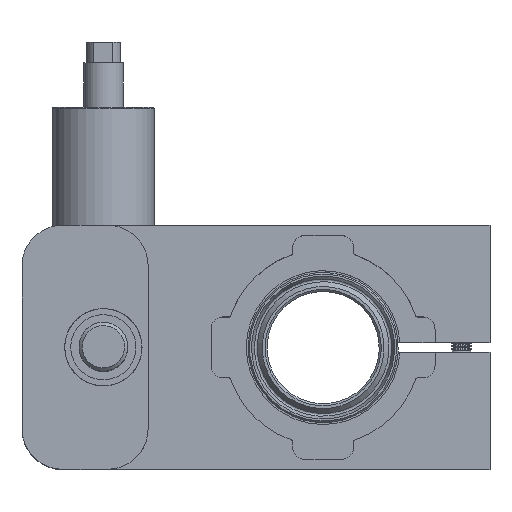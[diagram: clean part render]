
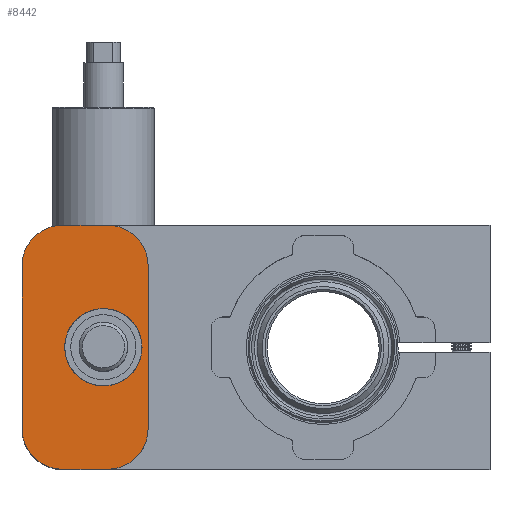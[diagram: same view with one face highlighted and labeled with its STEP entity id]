
A CAD part, top view. The second image highlights one B-rep face of the part: STEP entity #8442.
In plain terms, the highlighted planar face has unit normal (0, 0, 1).
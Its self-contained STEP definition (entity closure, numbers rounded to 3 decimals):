
#71 = DIRECTION ( 'NONE',  ( 0., 0., 1. ) ) ;
#123 = DIRECTION ( 'NONE',  ( -1., 0., 0. ) ) ;
#158 = ORIENTED_EDGE ( 'NONE', *, *, #5221, .F. ) ;
#179 = CARTESIAN_POINT ( 'NONE',  ( 20., 30., 55. ) ) ;
#218 = PLANE ( 'NONE',  #8375 ) ;
#674 = VERTEX_POINT ( 'NONE', #6621 ) ;
#939 = DIRECTION ( 'NONE',  ( 0., 0., 1. ) ) ;
#1199 = DIRECTION ( 'NONE',  ( -1., 0., 0. ) ) ;
#1275 = DIRECTION ( 'NONE',  ( 0., -1., 0. ) ) ;
#1389 = LINE ( 'NONE', #7624, #6086 ) ;
#1392 = ORIENTED_EDGE ( 'NONE', *, *, #8616, .T. ) ;
#1457 = VERTEX_POINT ( 'NONE', #4922 ) ;
#1516 = DIRECTION ( 'NONE',  ( 0., 0., 1. ) ) ;
#1658 = VERTEX_POINT ( 'NONE', #6040 ) ;
#1821 = CARTESIAN_POINT ( 'NONE',  ( 10., 60., 55. ) ) ;
#1836 = EDGE_CURVE ( 'NONE', #2086, #7002, #7567, .T. ) ;
#1990 = VERTEX_POINT ( 'NONE', #1821 ) ;
#2047 = CIRCLE ( 'NONE', #3100, 10. ) ;
#2086 = VERTEX_POINT ( 'NONE', #5517 ) ;
#2212 = CARTESIAN_POINT ( 'NONE',  ( 21., 50., 55. ) ) ;
#2214 = FACE_OUTER_BOUND ( 'NONE', #6749, .T. ) ;
#2527 = CARTESIAN_POINT ( 'NONE',  ( 31., 10., 55. ) ) ;
#2565 = EDGE_CURVE ( 'NONE', #4964, #3055, #1389, .T. ) ;
#2710 = CARTESIAN_POINT ( 'NONE',  ( 0., 0., 55. ) ) ;
#2839 = VERTEX_POINT ( 'NONE', #7638 ) ;
#3055 = VERTEX_POINT ( 'NONE', #9049 ) ;
#3061 = DIRECTION ( 'NONE',  ( 0., 0., -1. ) ) ;
#3100 = AXIS2_PLACEMENT_3D ( 'NONE', #3516, #71, #8342 ) ;
#3192 = CARTESIAN_POINT ( 'NONE',  ( 0., 50., 55. ) ) ;
#3254 = ORIENTED_EDGE ( 'NONE', *, *, #6781, .T. ) ;
#3378 = CARTESIAN_POINT ( 'NONE',  ( 31., 60., 55. ) ) ;
#3477 = ORIENTED_EDGE ( 'NONE', *, *, #4623, .T. ) ;
#3516 = CARTESIAN_POINT ( 'NONE',  ( 21., 10., 55. ) ) ;
#3619 = ORIENTED_EDGE ( 'NONE', *, *, #3945, .T. ) ;
#3945 = EDGE_CURVE ( 'NONE', #674, #1457, #4279, .T. ) ;
#4132 = DIRECTION ( 'NONE',  ( -1., 0., 0. ) ) ;
#4205 = CIRCLE ( 'NONE', #4335, 9.5 ) ;
#4279 = LINE ( 'NONE', #2710, #6537 ) ;
#4335 = AXIS2_PLACEMENT_3D ( 'NONE', #179, #5087, #8539 ) ;
#4456 = CARTESIAN_POINT ( 'NONE',  ( 10., 10., 55. ) ) ;
#4562 = AXIS2_PLACEMENT_3D ( 'NONE', #7704, #6306, #4132 ) ;
#4574 = LINE ( 'NONE', #8762, #6080 ) ;
#4623 = EDGE_CURVE ( 'NONE', #3055, #674, #7075, .T. ) ;
#4765 = ORIENTED_EDGE ( 'NONE', *, *, #8895, .T. ) ;
#4843 = ORIENTED_EDGE ( 'NONE', *, *, #1836, .F. ) ;
#4856 = CIRCLE ( 'NONE', #4562, 10. ) ;
#4922 = CARTESIAN_POINT ( 'NONE',  ( 21., 0., 55. ) ) ;
#4964 = VERTEX_POINT ( 'NONE', #3192 ) ;
#5035 = DIRECTION ( 'NONE',  ( 0., -1., 0. ) ) ;
#5087 = DIRECTION ( 'NONE',  ( 0., 0., 1. ) ) ;
#5221 = EDGE_CURVE ( 'NONE', #2839, #2839, #4205, .T. ) ;
#5222 = AXIS2_PLACEMENT_3D ( 'NONE', #2212, #1516, #5551 ) ;
#5381 = CIRCLE ( 'NONE', #5222, 10. ) ;
#5517 = CARTESIAN_POINT ( 'NONE',  ( 31., 50., 55. ) ) ;
#5551 = DIRECTION ( 'NONE',  ( -1., 0., 0. ) ) ;
#5725 = EDGE_CURVE ( 'NONE', #2086, #1658, #5381, .T. ) ;
#6040 = CARTESIAN_POINT ( 'NONE',  ( 21., 60., 55. ) ) ;
#6080 = VECTOR ( 'NONE', #1199, 1000. ) ;
#6086 = VECTOR ( 'NONE', #5035, 1000. ) ;
#6287 = DIRECTION ( 'NONE',  ( 1., 0., 0. ) ) ;
#6306 = DIRECTION ( 'NONE',  ( 0., 0., 1. ) ) ;
#6536 = EDGE_LOOP ( 'NONE', ( #158 ) ) ;
#6537 = VECTOR ( 'NONE', #6287, 1000. ) ;
#6557 = DIRECTION ( 'NONE',  ( -1., 0., 0. ) ) ;
#6621 = CARTESIAN_POINT ( 'NONE',  ( 10., 0., 55. ) ) ;
#6738 = ORIENTED_EDGE ( 'NONE', *, *, #2565, .T. ) ;
#6749 = EDGE_LOOP ( 'NONE', ( #4843, #8008, #3254, #4765, #6738, #3477, #3619, #1392 ) ) ;
#6781 = EDGE_CURVE ( 'NONE', #1658, #1990, #4574, .T. ) ;
#7002 = VERTEX_POINT ( 'NONE', #2527 ) ;
#7075 = CIRCLE ( 'NONE', #7231, 10. ) ;
#7114 = CARTESIAN_POINT ( 'NONE',  ( 0., 60., 55. ) ) ;
#7231 = AXIS2_PLACEMENT_3D ( 'NONE', #4456, #939, #6557 ) ;
#7567 = LINE ( 'NONE', #3378, #7603 ) ;
#7603 = VECTOR ( 'NONE', #1275, 1000. ) ;
#7624 = CARTESIAN_POINT ( 'NONE',  ( 0., 0., 55. ) ) ;
#7638 = CARTESIAN_POINT ( 'NONE',  ( 29.5, 30., 55. ) ) ;
#7704 = CARTESIAN_POINT ( 'NONE',  ( 10., 50., 55. ) ) ;
#8008 = ORIENTED_EDGE ( 'NONE', *, *, #5725, .T. ) ;
#8342 = DIRECTION ( 'NONE',  ( -1., 0., 0. ) ) ;
#8375 = AXIS2_PLACEMENT_3D ( 'NONE', #7114, #3061, #123 ) ;
#8442 = ADVANCED_FACE ( 'NONE', ( #8486, #2214 ), #218, .F. ) ;
#8486 = FACE_BOUND ( 'NONE', #6536, .T. ) ;
#8539 = DIRECTION ( 'NONE',  ( 1., 0., 0. ) ) ;
#8616 = EDGE_CURVE ( 'NONE', #1457, #7002, #2047, .T. ) ;
#8762 = CARTESIAN_POINT ( 'NONE',  ( 0., 60., 55. ) ) ;
#8895 = EDGE_CURVE ( 'NONE', #1990, #4964, #4856, .T. ) ;
#9049 = CARTESIAN_POINT ( 'NONE',  ( 0., 10., 55. ) ) ;
